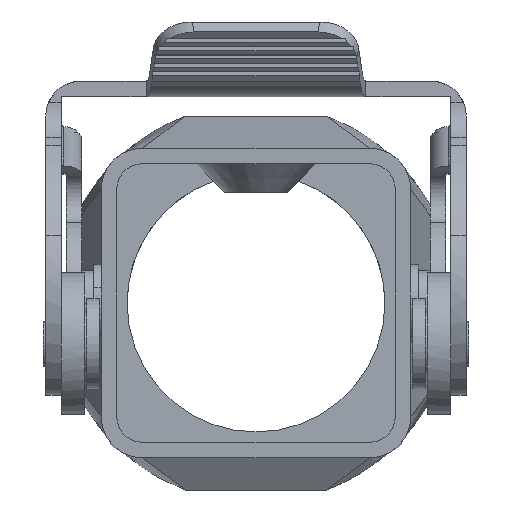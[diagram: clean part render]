
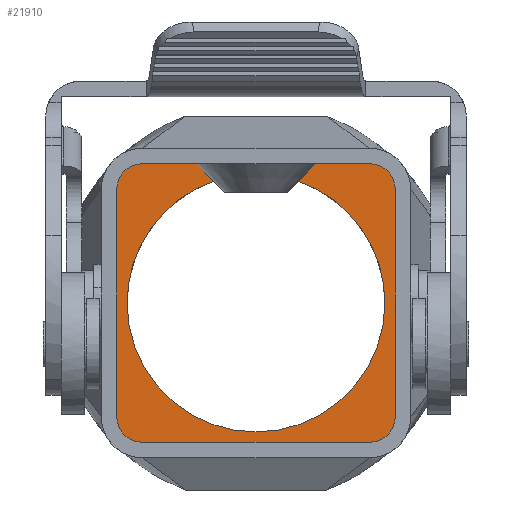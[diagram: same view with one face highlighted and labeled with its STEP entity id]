
A CAD part, front view. The second image highlights one B-rep face of the part: STEP entity #21910.
In plain terms, the highlighted face is planar.
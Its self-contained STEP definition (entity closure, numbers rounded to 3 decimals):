
#16620=CARTESIAN_POINT('',(33.666,29.559,41.5));
#16630=VERTEX_POINT('',#16620);
#16660=CARTESIAN_POINT('',(33.666,31.559,41.5));
#16670=DIRECTION('',(0.,0.,1.));
#16680=DIRECTION('',(1.,0.,0.));
#16690=AXIS2_PLACEMENT_3D('',#16660,#16670,#16680);
#16700=CIRCLE('',#16690,2.);
#16710=CARTESIAN_POINT('',(31.666,31.559,41.5));
#16720=VERTEX_POINT('',#16710);
#16730=EDGE_CURVE('',#16720,#16630,#16700,.T.);
#17110=CARTESIAN_POINT('',(53.266,31.559,41.5));
#17120=VERTEX_POINT('',#17110);
#17150=CARTESIAN_POINT('',(51.266,31.559,41.5));
#17160=DIRECTION('',(0.,0.,1.));
#17170=DIRECTION('',(1.,0.,0.));
#17180=AXIS2_PLACEMENT_3D('',#17150,#17160,#17170);
#17190=CIRCLE('',#17180,2.);
#17200=CARTESIAN_POINT('',(51.266,29.559,41.5));
#17210=VERTEX_POINT('',#17200);
#17220=EDGE_CURVE('',#17210,#17120,#17190,.T.);
#17600=CARTESIAN_POINT('',(51.266,51.159,41.5));
#17610=VERTEX_POINT('',#17600);
#17640=CARTESIAN_POINT('',(51.266,49.159,41.5));
#17650=DIRECTION('',(0.,0.,1.));
#17660=DIRECTION('',(1.,0.,0.));
#17670=AXIS2_PLACEMENT_3D('',#17640,#17650,#17660);
#17680=CIRCLE('',#17670,2.);
#17690=CARTESIAN_POINT('',(53.266,49.159,41.5));
#17700=VERTEX_POINT('',#17690);
#17710=EDGE_CURVE('',#17700,#17610,#17680,.T.);
#19390=CARTESIAN_POINT('',(52.466,40.359,41.5));
#19400=VERTEX_POINT('',#19390);
#19450=CARTESIAN_POINT('',(42.466,40.359,41.5));
#19460=DIRECTION('',(0.,0.,1.));
#19470=DIRECTION('',(-1.,0.,0.));
#19480=AXIS2_PLACEMENT_3D('',#19450,#19460,#19470);
#19490=CIRCLE('',#19480,10.);
#19500=CARTESIAN_POINT('',(45.758,49.802,41.5));
#19510=VERTEX_POINT('',#19500);
#19520=EDGE_CURVE('',#19400,#19510,#19490,.T.);
#19590=CARTESIAN_POINT('',(39.173,49.802,41.5));
#19600=VERTEX_POINT('',#19590);
#19630=CARTESIAN_POINT('',(32.466,40.359,41.5));
#19640=VERTEX_POINT('',#19630);
#19650=EDGE_CURVE('',#19600,#19640,#19490,.T.);
#20870=CARTESIAN_POINT('',(33.666,51.159,41.5));
#20880=VERTEX_POINT('',#20870);
#20910=CARTESIAN_POINT('',(0.,51.159,41.5));
#20920=DIRECTION('',(1.,0.,0.));
#20930=VECTOR('',#20920,1.);
#20940=LINE('',#20910,#20930);
#20950=CARTESIAN_POINT('',(37.816,51.159,41.5));
#20960=VERTEX_POINT('',#20950);
#20970=EDGE_CURVE('',#20880,#20960,#20940,.T.);
#21200=CARTESIAN_POINT('',(47.116,51.159,41.5));
#21210=VERTEX_POINT('',#21200);
#21240=EDGE_CURVE('',#21210,#17610,#20940,.T.);
#21360=CARTESIAN_POINT('',(93.413,31.287,41.5));
#21370=DIRECTION('',(0.,0.,1.));
#21380=DIRECTION('',(1.,0.,0.));
#21390=AXIS2_PLACEMENT_3D('',#21360,#21370,#21380);
#21400=PLANE('',#21390);
#21410=CARTESIAN_POINT('',(0.,4.043,41.5));
#21420=DIRECTION('',(-0.707,-0.707,0.));
#21430=VECTOR('',#21420,1.);
#21440=LINE('',#21410,#21430);
#21450=EDGE_CURVE('',#21210,#19510,#21440,.T.);
#21460=ORIENTED_EDGE('',*,*,#21450,.F.);
#21470=ORIENTED_EDGE('',*,*,#19520,.T.);
#21480=EDGE_CURVE('',#19640,#19400,#19490,.T.);
#21490=ORIENTED_EDGE('',*,*,#21480,.T.);
#21500=ORIENTED_EDGE('',*,*,#19650,.T.);
#21510=CARTESIAN_POINT('',(88.975,0.,41.5));
#21520=DIRECTION('',(-0.707,0.707,0.));
#21530=VECTOR('',#21520,1.);
#21540=LINE('',#21510,#21530);
#21550=EDGE_CURVE('',#19600,#20960,#21540,.T.);
#21560=ORIENTED_EDGE('',*,*,#21550,.F.);
#21570=ORIENTED_EDGE('',*,*,#20970,.T.);
#21580=CARTESIAN_POINT('',(33.666,49.159,41.5));
#21590=DIRECTION('',(0.,0.,1.));
#21600=DIRECTION('',(1.,0.,0.));
#21610=AXIS2_PLACEMENT_3D('',#21580,#21590,#21600);
#21620=CIRCLE('',#21610,2.);
#21630=CARTESIAN_POINT('',(31.666,49.159,41.5));
#21640=VERTEX_POINT('',#21630);
#21650=EDGE_CURVE('',#20880,#21640,#21620,.T.);
#21660=ORIENTED_EDGE('',*,*,#21650,.F.);
#21670=CARTESIAN_POINT('',(31.666,0.,41.5));
#21680=DIRECTION('',(0.,1.,0.));
#21690=VECTOR('',#21680,1.);
#21700=LINE('',#21670,#21690);
#21710=EDGE_CURVE('',#16720,#21640,#21700,.T.);
#21720=ORIENTED_EDGE('',*,*,#21710,.T.);
#21730=ORIENTED_EDGE('',*,*,#16730,.F.);
#21740=CARTESIAN_POINT('',(0.,29.559,41.5));
#21750=DIRECTION('',(-1.,0.,0.));
#21760=VECTOR('',#21750,1.);
#21770=LINE('',#21740,#21760);
#21780=EDGE_CURVE('',#17210,#16630,#21770,.T.);
#21790=ORIENTED_EDGE('',*,*,#21780,.T.);
#21800=ORIENTED_EDGE('',*,*,#17220,.F.);
#21810=CARTESIAN_POINT('',(53.266,0.,41.5));
#21820=DIRECTION('',(0.,-1.,0.));
#21830=VECTOR('',#21820,1.);
#21840=LINE('',#21810,#21830);
#21850=EDGE_CURVE('',#17700,#17120,#21840,.T.);
#21860=ORIENTED_EDGE('',*,*,#21850,.T.);
#21870=ORIENTED_EDGE('',*,*,#17710,.F.);
#21880=ORIENTED_EDGE('',*,*,#21240,.T.);
#21890=EDGE_LOOP('',(#21880,#21870,#21860,#21800,#21790,#21730,#21720,
#21660,#21570,#21560,#21500,#21490,#21470,#21460));
#21900=FACE_OUTER_BOUND('',#21890,.T.);
#21910=ADVANCED_FACE('',(#21900),#21400,.F.);
